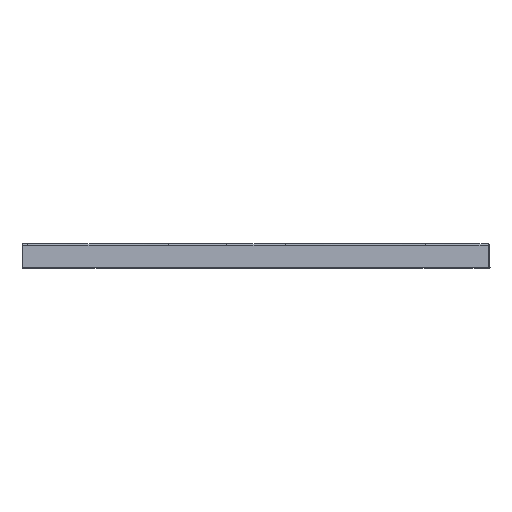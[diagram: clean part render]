
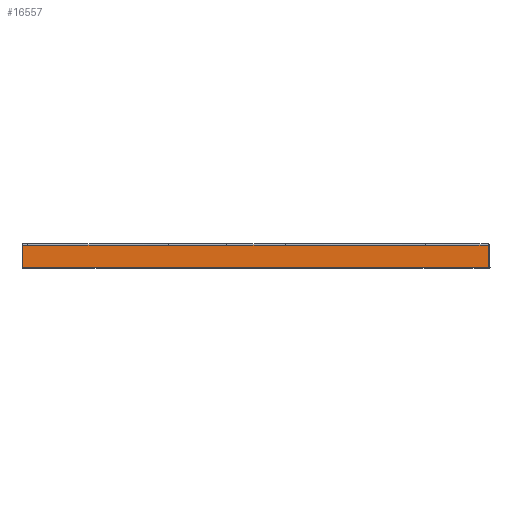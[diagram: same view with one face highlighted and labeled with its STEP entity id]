
A CAD part, top view. The second image highlights one B-rep face of the part: STEP entity #16557.
In plain terms, the highlighted planar face has unit normal (0, 0.035, 0.999).
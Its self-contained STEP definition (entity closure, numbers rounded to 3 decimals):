
#1=CARTESIAN_POINT('',(100.087,-1.955,436.171));
#2=CARTESIAN_POINT('',(111.871,-1.959,436.172));
#3=CARTESIAN_POINT('',(134.124,-1.967,436.172));
#4=CARTESIAN_POINT('',(163.458,-1.98,436.172));
#5=CARTESIAN_POINT('',(189.043,-1.992,436.173));
#6=CARTESIAN_POINT('',(211.988,-2.003,436.173));
#7=CARTESIAN_POINT('',(232.244,-2.012,436.173));
#8=CARTESIAN_POINT('',(251.183,-2.019,436.174));
#9=CARTESIAN_POINT('',(269.505,-2.026,436.174));
#10=CARTESIAN_POINT('',(286.625,-2.031,436.174));
#11=CARTESIAN_POINT('',(303.424,-2.035,436.174));
#12=CARTESIAN_POINT('',(320.931,-2.038,436.174));
#13=CARTESIAN_POINT('',(333.516,-2.039,436.174));
#14=CARTESIAN_POINT('',(340.,-2.039,436.174));
#16=CARTESIAN_POINT('',(340.,-2.039,436.174));
#17=CARTESIAN_POINT('',(351.851,-2.039,436.174));
#18=CARTESIAN_POINT('',(375.47,-2.027,436.174));
#19=CARTESIAN_POINT('',(411.027,-1.986,436.173));
#20=CARTESIAN_POINT('',(434.733,-1.951,436.171));
#21=CARTESIAN_POINT('',(446.672,-1.933,436.171));
#23=DIRECTION('',(0.035,-0.999,0.035));
#24=VECTOR('',#23,38.113);
#25=CARTESIAN_POINT('',(446.672,-1.933,436.171));
#26=LINE('',#25,#24);
#27=DIRECTION('',(0.,-0.999,0.035));
#28=VECTOR('',#27,37.986);
#29=CARTESIAN_POINT('',(-350.,-2.037,436.174));
#30=LINE('',#29,#28);
#104=DIRECTION('',(1.,0.,0.));
#105=VECTOR('',#104,798.001);
#106=CARTESIAN_POINT('',(-350.,-40.,437.5));
#107=LINE('',#106,#105);
#765=DIRECTION('',(-1.,0.,0.));
#766=VECTOR('',#765,100.087);
#767=CARTESIAN_POINT('',(100.087,-1.955,436.171));
#768=LINE('',#767,#766);
#788=DIRECTION('',(-1.,0.,0.));
#789=VECTOR('',#788,100.087);
#790=CARTESIAN_POINT('',(0.,-1.955,436.171));
#791=LINE('',#790,#789);
#800=CARTESIAN_POINT('',(-100.087,-1.955,436.171));
#801=CARTESIAN_POINT('',(-126.912,-1.964,436.172));
#802=CARTESIAN_POINT('',(-180.45,-1.983,436.172));
#803=CARTESIAN_POINT('',(-260.421,-2.011,436.173));
#804=CARTESIAN_POINT('',(-313.511,-2.03,436.174));
#805=CARTESIAN_POINT('',(-340.,-2.039,436.174));
#13606=DIRECTION('',(-1.,0.,0.));
#13607=VECTOR('',#13606,10.);
#13608=CARTESIAN_POINT('',(-340.,-2.039,
436.174));
#13609=LINE('',#13608,#13607);
#15055=CARTESIAN_POINT('',(-350.,-2.037,
436.174));
#15056=CARTESIAN_POINT('',(-350.,-40.,437.5));
#15057=VERTEX_POINT('',#15055);
#15058=VERTEX_POINT('',#15056);
#15059=CARTESIAN_POINT('',(-340.,-2.039,
436.174));
#15060=VERTEX_POINT('',#15059);
#15061=VERTEX_POINT('',#800);
#15062=CARTESIAN_POINT('',(0.,-1.955,
436.171));
#15063=VERTEX_POINT('',#15062);
#15064=CARTESIAN_POINT('',(100.087,-1.955,
436.171));
#15065=VERTEX_POINT('',#15064);
#15066=VERTEX_POINT('',#14);
#15067=VERTEX_POINT('',#21);
#15068=CARTESIAN_POINT('',(448.001,-40.,
437.5));
#15069=VERTEX_POINT('',#15068);
#16532=CARTESIAN_POINT('',(49.001,-20.967,
436.835));
#16533=DIRECTION('',(0.,0.035,0.999));
#16534=DIRECTION('',(0.,0.999,-0.035));
#16535=AXIS2_PLACEMENT_3D('',#16532,#16533,#16534);
#16536=PLANE('',#16535);
#16538=ORIENTED_EDGE('',*,*,#16537,.F.);
#16540=ORIENTED_EDGE('',*,*,#16539,.F.);
#16542=ORIENTED_EDGE('',*,*,#16541,.F.);
#16544=ORIENTED_EDGE('',*,*,#16543,.F.);
#16546=ORIENTED_EDGE('',*,*,#16545,.F.);
#16548=ORIENTED_EDGE('',*,*,#16547,.T.);
#16550=ORIENTED_EDGE('',*,*,#16549,.T.);
#16552=ORIENTED_EDGE('',*,*,#16551,.T.);
#16554=ORIENTED_EDGE('',*,*,#16553,.F.);
#16555=EDGE_LOOP('',(#16538,#16540,#16542,#16544,#16546,#16548,#16550,#16552,
#16554));
#16556=FACE_OUTER_BOUND('',#16555,.F.);
#16557=ADVANCED_FACE('',(#16556),#16536,.T.);
#15=B_SPLINE_CURVE_WITH_KNOTS('',3,(#1,#2,#3,#4,#5,#6,#7,#8,#9,#10,#11,#12,#13,
#14),.UNSPECIFIED.,.F.,.F.,(4,1,1,1,1,1,1,1,1,1,1,4),(0.,0.091,
0.182,0.273,0.364,0.455,
0.545,0.636,0.727,0.818,
0.909,1.),.UNSPECIFIED.);
#22=B_SPLINE_CURVE_WITH_KNOTS('',3,(#16,#17,#18,#19,#20,#21),.UNSPECIFIED.,.F.,
.F.,(4,1,1,4),(0.,0.333,0.664,1.),.UNSPECIFIED.);
#806=B_SPLINE_CURVE_WITH_KNOTS('',3,(#800,#801,#802,#803,#804,#805),
.UNSPECIFIED.,.F.,.F.,(4,1,1,4),(0.,0.333,0.667,1.),
.UNSPECIFIED.);
#16537=EDGE_CURVE('',#15057,#15058,#30,.T.);
#16539=EDGE_CURVE('',#15060,#15057,#13609,.T.);
#16541=EDGE_CURVE('',#15061,#15060,#806,.T.);
#16543=EDGE_CURVE('',#15063,#15061,#791,.T.);
#16545=EDGE_CURVE('',#15065,#15063,#768,.T.);
#16547=EDGE_CURVE('',#15065,#15066,#15,.T.);
#16549=EDGE_CURVE('',#15066,#15067,#22,.T.);
#16551=EDGE_CURVE('',#15067,#15069,#26,.T.);
#16553=EDGE_CURVE('',#15058,#15069,#107,.T.);
